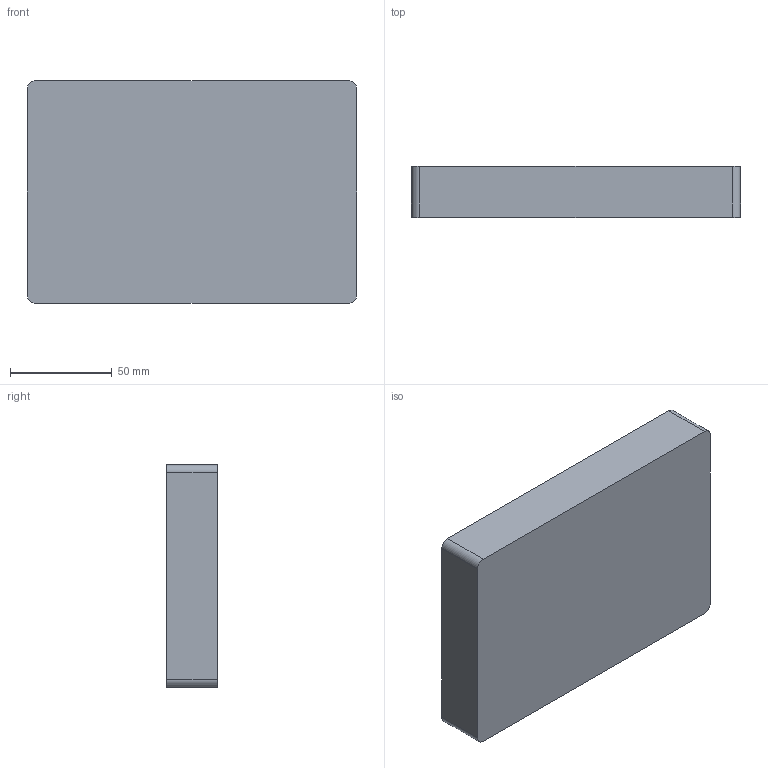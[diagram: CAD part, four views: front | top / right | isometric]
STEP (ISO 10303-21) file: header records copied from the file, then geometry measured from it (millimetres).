
FILE_DESCRIPTION(/* description */ (''),/* implementation_level */ '2;1');
FILE_NAME(/* name */ 'pinecil_case_remix v2.step',/* time_stamp */ '2022-12-24T11:08:24-05:00',/* author */ (''),/* organization */ (''),/* preprocessor_version */ 'ST-DEVELOPER v19.2',/* originating_system */ 'Autodesk Translation Framework v11.17.0.187',/* authorisation */ '');
FILE_SCHEMA (('AUTOMOTIVE_DESIGN { 1 0 10303 214 3 1 1 }'));
Length unit declared in the file: millimetre
Products named in the file (1): pinecil_case_remix
Bounding box: 161.89 x 25 x 109.66 mm (x, y, z)
Volume: 212007.7 mm3; surface area: 69910 mm2
Topology: 1 solids, 1 shells, 345 faces, 939 edges, 606 vertices
Faces by surface type: plane 260, cone 30, cylinder 29, bspline 26
Entity records: 11589 total; most frequent: CARTESIAN_POINT 2989, ORIENTED_EDGE 1878, DIRECTION 1625, EDGE_CURVE 939, LINE 749, VECTOR 749, VERTEX_POINT 606, AXIS2_PLACEMENT_3D 438
